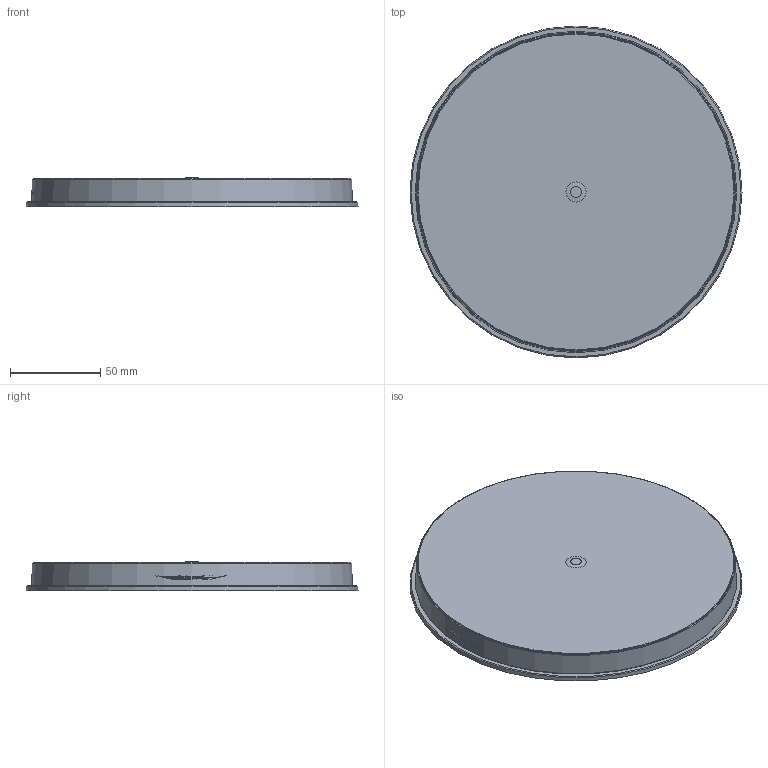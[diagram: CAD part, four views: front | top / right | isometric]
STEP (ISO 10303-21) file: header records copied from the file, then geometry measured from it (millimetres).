
FILE_DESCRIPTION(('STEP AP203'),'1');
FILE_NAME('170313_X71049_3D_LLF200_PLAN_COMMERCIAL.stp','2021-04-07T08:32:21',(' '),(' '),'Spatial InterOp 3D',' ',' ');
FILE_SCHEMA(('CONFIG_CONTROL_DESIGN'));
Length unit declared in the file: millimetre
Products named in the file (1): 170313_X71049_3D_LLF200_PLAN_COMMERCIAL
Bounding box: 184 x 184 x 16.25 mm (x, y, z)
Volume: 123229.2 mm3; surface area: 112323.5 mm2
Topology: 1 solids, 1 shells, 181 faces, 478 edges, 304 vertices
Faces by surface type: plane 67, torus 45, cylinder 41, cone 26, bspline 2
Full cylindrical faces by diameter (mm): 6 x1
Entity records: 7077 total; most frequent: CARTESIAN_POINT 2724, ORIENTED_EDGE 918, DIRECTION 874, EDGE_CURVE 459, AXIS2_PLACEMENT_3D 357, VERTEX_POINT 299, EDGE_LOOP 200, FACE_OUTER_BOUND 189
